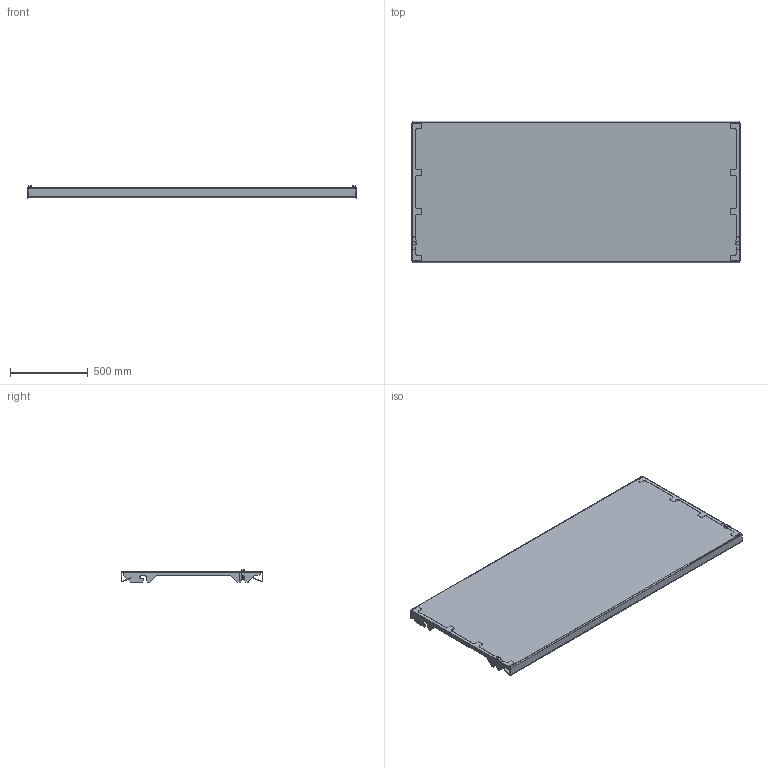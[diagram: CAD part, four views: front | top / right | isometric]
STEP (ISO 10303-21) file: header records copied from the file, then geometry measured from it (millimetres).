
FILE_DESCRIPTION (( 'STEP AP203' ), '1' );
FILE_NAME ('SGS_BL_900_SET.STEP', '2018-08-15T00:56:33', ( '' ), ( '' ), 'SwSTEP 2.0', 'SolidWorks 2017', '' );
FILE_SCHEMA (( 'CONFIG_CONTROL_DESIGN' ));
Length unit declared in the file: millimetre
Products named in the file (1): SGS_BL_900_SET
Bounding box: 2108 x 910 x 79.9 mm (x, y, z)
Volume: 10688077.5 mm3; surface area: 5510071.4 mm2
Topology: 11 solids, 11 shells, 340 faces, 954 edges, 636 vertices
Faces by surface type: plane 186, cylinder 154
Entity records: 11163 total; most frequent: CARTESIAN_POINT 2023, DIRECTION 1932, ORIENTED_EDGE 1908, EDGE_CURVE 954, AXIS2_PLACEMENT_3D 645, LINE 642, VECTOR 642, VERTEX_POINT 636
